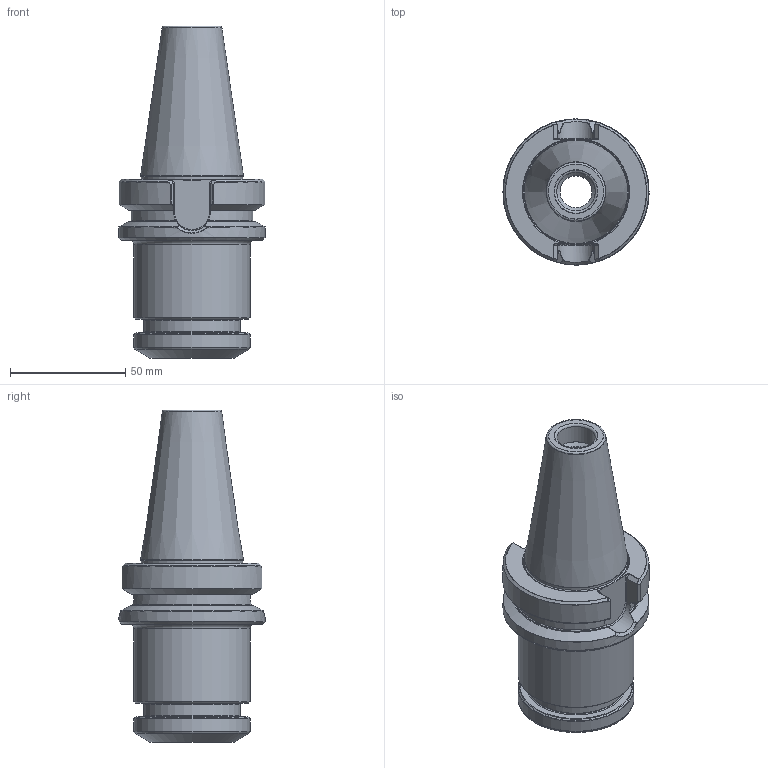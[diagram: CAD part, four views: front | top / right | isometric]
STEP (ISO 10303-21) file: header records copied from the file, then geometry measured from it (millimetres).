
FILE_DESCRIPTION(/* description */ (''),/* implementation_level */ '2;1');
FILE_NAME(/* name */ '214073246.stp',/* time_stamp */ '2021-08-30T14:27:12',/* author */ ('LRA'),/* organization */ ('REGO-FIX'),/* preprocessor_version */ ' Unknown',/* originating_system */ 'SIEMENS PLM Software Solid Edge ST10',/* authorization */ 'Unknown');
FILE_SCHEMA (('AUTOMOTIVE_DESIGN { 1 0 10303 214 2 1 1}'));
Length unit declared in the file: millimetre
Products named in the file (1): NOCUT
Bounding box: 63.3 x 63.29 x 143.8 mm (x, y, z)
Volume: 334413 mm3; surface area: 73032.1 mm2
Topology: 2 solids, 2 shells, 174 faces, 428 edges, 268 vertices
Faces by surface type: plane 54, cylinder 46, cone 34, torus 28, bspline 12
Full cylindrical faces by diameter (mm): 13.835 x4, 16.7 x1, 17 x1, 33 x2, 42 x2, 43.85 x2, 50 x2, 50.3 x2, 63 x1, 63.3 x1
Entity records: 6318 total; most frequent: CARTESIAN_POINT 1382, ORIENTED_EDGE 728, DIRECTION 728, EDGE_CURVE 364, AXIS2_PLACEMENT_3D 310, VERTEX_POINT 256, EDGE_LOOP 240, FACE_BOUND 240
